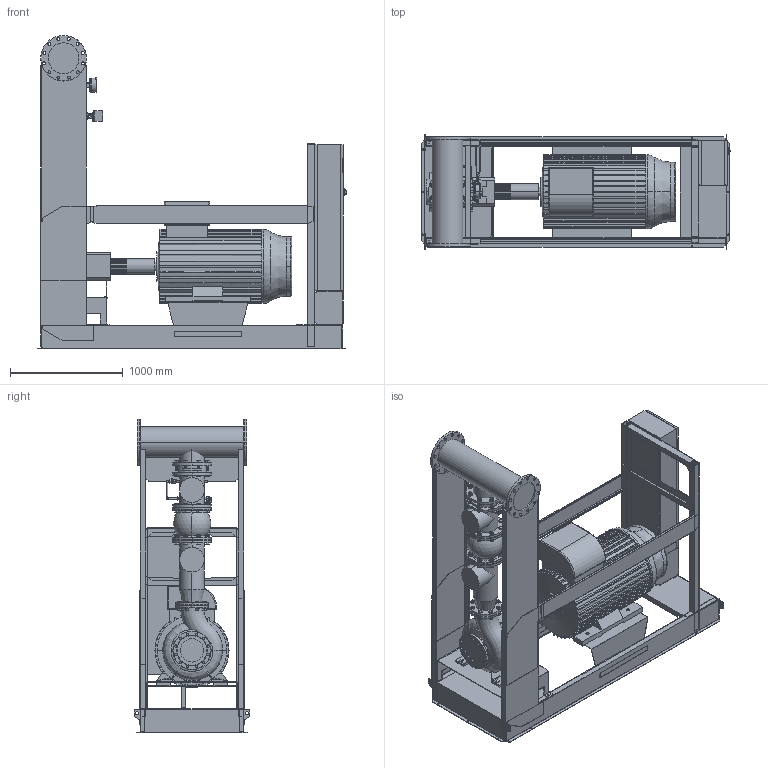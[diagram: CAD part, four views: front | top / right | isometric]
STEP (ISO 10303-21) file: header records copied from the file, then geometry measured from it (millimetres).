
FILE_DESCRIPTION((''),'2;1');
FILE_NAME('3d_Sifire-EN-150_315-273-200E-4183716.stp','2015-05-26T07:15:29',(''),(''),'Mechanical Desktop 2009','Mechanical Desktop 2009',', , ');
FILE_SCHEMA(('CONFIG_CONTROL_DESIGN'));
Length unit declared in the file: millimetre
Products named in the file (1): Product
Bounding box: 2744.5 x 1026 x 2778.5 mm (x, y, z)
Volume: 787943152.6 mm3; surface area: 36517951.2 mm2
Topology: 146 solids, 146 shells, 3527 faces, 8502 edges, 5364 vertices
Faces by surface type: plane 1383, bspline 850, cylinder 706, cone 524, torus 56, sphere 8
Entity records: 111703 total; most frequent: CARTESIAN_POINT 34189, ORIENTED_EDGE 16960, DIRECTION 14841, EDGE_CURVE 8480, VERTEX_POINT 5364, AXIS2_PLACEMENT_3D 5219, VECTOR 4403, LINE 4403
